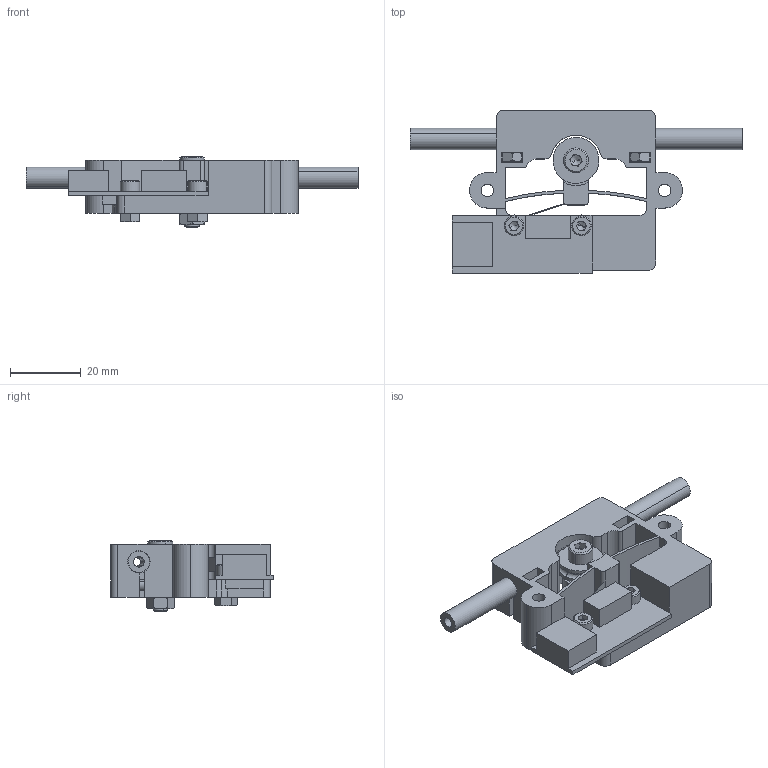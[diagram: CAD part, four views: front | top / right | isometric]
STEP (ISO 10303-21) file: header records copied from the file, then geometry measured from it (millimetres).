
FILE_DESCRIPTION (( 'STEP AP203' ), '1' );
FILE_NAME ('Filament Sensor V3 ASSEMBLY.STEP', '2021-07-18T09:39:33', ( '' ), ( '' ), 'SwSTEP 2.0', 'SolidWorks 2020', '' );
FILE_SCHEMA (( 'CONFIG_CONTROL_DESIGN' ));
Length unit declared in the file: millimetre
Products named in the file (10): hex nut style 1_am_B18.2.4.1M - Hex nut, Style 1,  M3 x 0.5 --D-N; socket head cap screw_am_B18.3.1M - 3 x 0.5 x 8 Hex SHCS -- 8NHX; socket head cap screw_am_B18.3.1M - 3 x 0.5 x 10 Hex SHCS -- 10NHX; Test indirect sensor V3; PTFE tube; Endswitch base; hex nut style 1_am_B18.2.4.1M - Hex nut, Style 1,  M4 x 0.7 --D-N; socket head cap screw_am_B18.3.1M - 4 x 0.7 x 16 Hex SHCS -- 16NHX; U Bearing; Filament Sensor V3 ASSEMBLY
Assembly tree (16 placements, depth 2):
  Filament Sensor V3 ASSEMBLY
    Test indirect sensor V3
    Endswitch base
    U Bearing
    socket head cap screw_am_B18.3.1M - 3 x 0.5 x 8 Hex SHCS -- 8NHX  x2
    socket head cap screw_am_B18.3.1M - 3 x 0.5 x 10 Hex SHCS -- 10NHX  x2
    socket head cap screw_am_B18.3.1M - 4 x 0.7 x 16 Hex SHCS -- 16NHX
    hex nut style 1_am_B18.2.4.1M - Hex nut, Style 1,  M3 x 0.5 --D-N  x5
    hex nut style 1_am_B18.2.4.1M - Hex nut, Style 1,  M4 x 0.7 --D-N
    PTFE tube  x2
Bounding box: 93.6 x 45.92 x 20 mm (x, y, z)
Volume: 21810.6 mm3; surface area: 17922.4 mm2
Topology: 16 solids, 16 shells, 505 faces, 1207 edges, 734 vertices
Faces by surface type: plane 219, cylinder 136, cone 134, torus 14, bspline 2
Entity records: 11902 total; most frequent: CARTESIAN_POINT 2509, DIRECTION 1757, ORIENTED_EDGE 1658, EDGE_CURVE 829, AXIS2_PLACEMENT_3D 645, VERTEX_POINT 522, LINE 467, VECTOR 467
